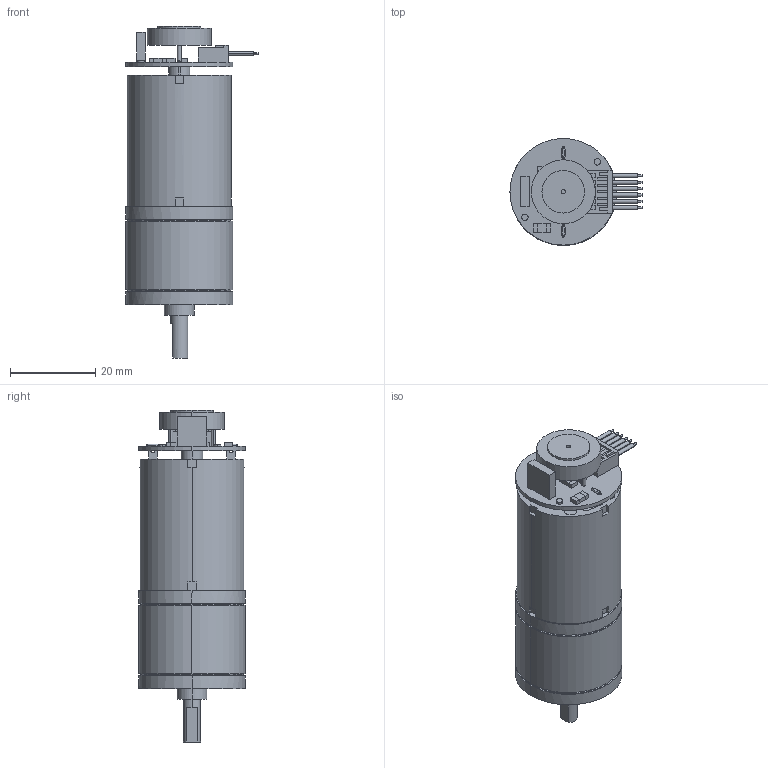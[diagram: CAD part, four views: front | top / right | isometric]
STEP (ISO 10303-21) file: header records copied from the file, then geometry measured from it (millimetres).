
FILE_DESCRIPTION(('CATIA V5 STEP Exchange'),'2;1');
FILE_NAME('POLULU final.stp','2015-08-17T09:40:41+00:00',('none'),('none'),'CATIA Version 5 Release 20 GA (IN-10)','CATIA V5 STEP AP203','none');
FILE_SCHEMA(('CONFIG_CONTROL_DESIGN'));
Length unit declared in the file: millimetre
Products named in the file (1): Product1
Assembly tree (2 placements, depth 2):
  Product1
    #58
    #14929
Bounding box: 30.96 x 25 x 77.8 mm (x, y, z)
Volume: 27477 mm3; surface area: 9959 mm2
Topology: 67 solids, 67 shells, 583 faces, 1266 edges, 836 vertices
Faces by surface type: plane 423, cylinder 124, extrusion 16, torus 8, bspline 8, sphere 4
Entity records: 15088 total; most frequent: CARTESIAN_POINT 3628, ORIENTED_EDGE 2532, DIRECTION 1740, EDGE_CURVE 1266, VECTOR 862, LINE 846, VERTEX_POINT 836, EDGE_LOOP 630
